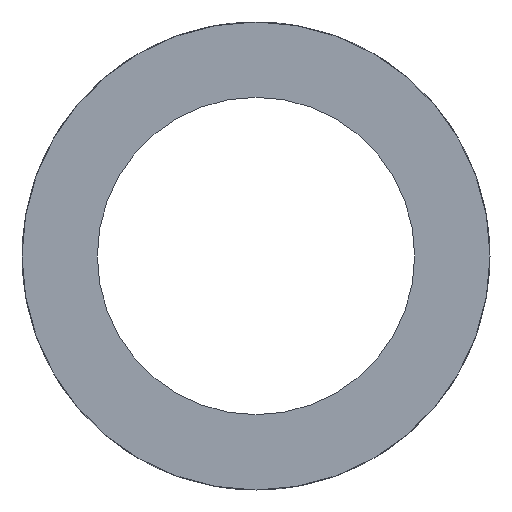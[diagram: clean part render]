
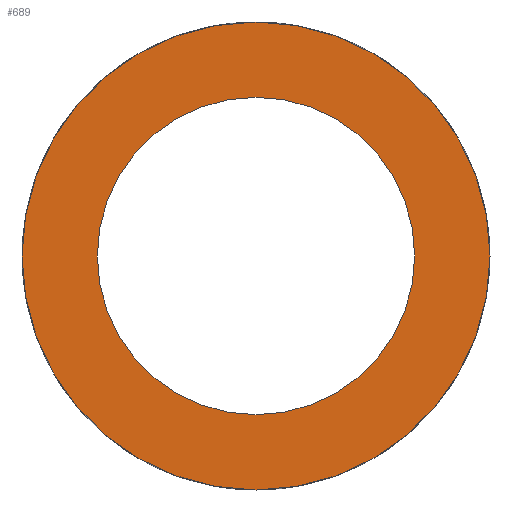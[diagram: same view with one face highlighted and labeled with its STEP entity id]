
A CAD part, front view. The second image highlights one B-rep face of the part: STEP entity #689.
In plain terms, the highlighted planar face has unit normal (0, -1, 0).
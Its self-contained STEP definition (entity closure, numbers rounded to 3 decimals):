
#148 = VERTEX_POINT ( 'NONE', #2604 ) ;
#259 = CARTESIAN_POINT ( 'NONE',  ( 0., -1.7, 11.7 ) ) ;
#272 = AXIS2_PLACEMENT_3D ( 'NONE', #2199, #393, #2494 ) ;
#304 = AXIS2_PLACEMENT_3D ( 'NONE', #485, #1392, #3492 ) ;
#355 = ORIENTED_EDGE ( 'NONE', *, *, #2132, .F. ) ;
#379 = DIRECTION ( 'NONE',  ( 0., -1., 0. ) ) ;
#393 = DIRECTION ( 'NONE',  ( 0., -1., 0. ) ) ;
#416 = CARTESIAN_POINT ( 'NONE',  ( 0., -1.7, 0. ) ) ;
#485 = CARTESIAN_POINT ( 'NONE',  ( 11.7, -1.7, 0. ) ) ;
#683 = AXIS2_PLACEMENT_3D ( 'NONE', #2186, #379, #2478 ) ;
#689 = ADVANCED_FACE ( 'NONE', ( #911, #1003 ), #2563, .T. ) ;
#716 = DIRECTION ( 'NONE',  ( 0., 0., -1. ) ) ;
#794 = ORIENTED_EDGE ( 'NONE', *, *, #3837, .T. ) ;
#841 = VERTEX_POINT ( 'NONE', #2337 ) ;
#849 = CIRCLE ( 'NONE', #272, 11.7 ) ;
#898 = VERTEX_POINT ( 'NONE', #3564 ) ;
#910 = AXIS2_PLACEMENT_3D ( 'NONE', #978, #3078, #1281 ) ;
#911 = FACE_OUTER_BOUND ( 'NONE', #2473, .T. ) ;
#978 = CARTESIAN_POINT ( 'NONE',  ( 0., -1.7, 0. ) ) ;
#1003 = FACE_BOUND ( 'NONE', #3341, .T. ) ;
#1268 = CIRCLE ( 'NONE', #3759, 11.7 ) ;
#1281 = DIRECTION ( 'NONE',  ( 0., 0., -1. ) ) ;
#1392 = DIRECTION ( 'NONE',  ( 0., -1., 0. ) ) ;
#1871 = VERTEX_POINT ( 'NONE', #259 ) ;
#1905 = CIRCLE ( 'NONE', #910, 17.25 ) ;
#2132 = EDGE_CURVE ( 'NONE', #898, #1871, #849, .T. ) ;
#2186 = CARTESIAN_POINT ( 'NONE',  ( 0., -1.7, 0. ) ) ;
#2199 = CARTESIAN_POINT ( 'NONE',  ( 0., -1.7, 0. ) ) ;
#2208 = ORIENTED_EDGE ( 'NONE', *, *, #2715, .F. ) ;
#2337 = CARTESIAN_POINT ( 'NONE',  ( 0., -1.7, 17.25 ) ) ;
#2473 = EDGE_LOOP ( 'NONE', ( #794, #3664 ) ) ;
#2478 = DIRECTION ( 'NONE',  ( 0., 0., -1. ) ) ;
#2494 = DIRECTION ( 'NONE',  ( 0., 0., -1. ) ) ;
#2513 = DIRECTION ( 'NONE',  ( 0., -1., 0. ) ) ;
#2560 = CIRCLE ( 'NONE', #683, 17.25 ) ;
#2563 = PLANE ( 'NONE',  #304 ) ;
#2604 = CARTESIAN_POINT ( 'NONE',  ( 0., -1.7, -17.25 ) ) ;
#2715 = EDGE_CURVE ( 'NONE', #1871, #898, #1268, .T. ) ;
#3078 = DIRECTION ( 'NONE',  ( 0., -1., 0. ) ) ;
#3168 = EDGE_CURVE ( 'NONE', #841, #148, #1905, .T. ) ;
#3341 = EDGE_LOOP ( 'NONE', ( #355, #2208 ) ) ;
#3492 = DIRECTION ( 'NONE',  ( 0., 0., -1. ) ) ;
#3564 = CARTESIAN_POINT ( 'NONE',  ( 0., -1.7, -11.7 ) ) ;
#3664 = ORIENTED_EDGE ( 'NONE', *, *, #3168, .T. ) ;
#3759 = AXIS2_PLACEMENT_3D ( 'NONE', #416, #2513, #716 ) ;
#3837 = EDGE_CURVE ( 'NONE', #148, #841, #2560, .T. ) ;
